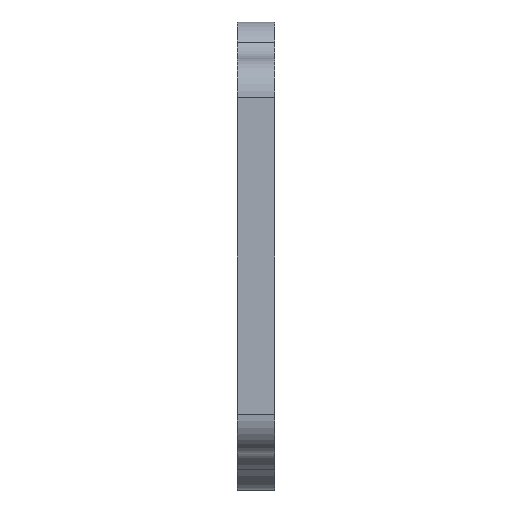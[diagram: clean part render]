
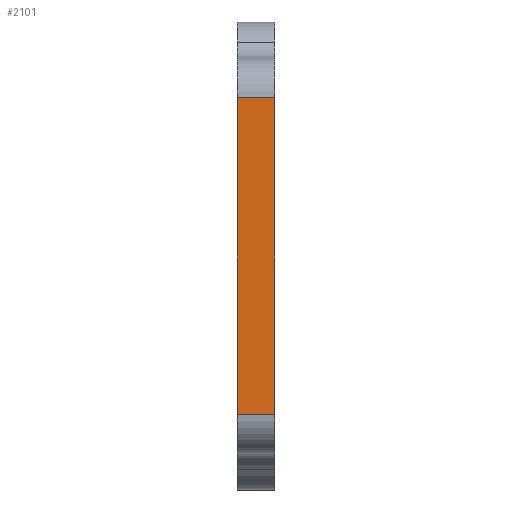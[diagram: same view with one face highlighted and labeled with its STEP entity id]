
A CAD part, left-side view. The second image highlights one B-rep face of the part: STEP entity #2101.
In plain terms, the highlighted planar face has unit normal (-1, 0, 0).
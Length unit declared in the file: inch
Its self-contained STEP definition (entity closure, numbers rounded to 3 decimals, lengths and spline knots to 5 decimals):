
#57 = ORIENTED_EDGE ( 'NONE', *, *, #2216, .F. ) ;
#113 = ORIENTED_EDGE ( 'NONE', *, *, #427, .T. ) ;
#221 = DIRECTION ( 'NONE',  ( 0., 0., 1. ) ) ;
#244 = PLANE ( 'NONE',  #1065 ) ;
#300 = CARTESIAN_POINT ( 'NONE',  ( -1.25, -0.15748, -1. ) ) ;
#328 = EDGE_CURVE ( 'NONE', #1114, #1043, #1722, .T. ) ;
#330 = DIRECTION ( 'NONE',  ( 0., 0., -1. ) ) ;
#389 = DIRECTION ( 'NONE',  ( 0., -1., 0. ) ) ;
#397 = CARTESIAN_POINT ( 'NONE',  ( -1.25, 3.67316, 1. ) ) ;
#424 = CARTESIAN_POINT ( 'NONE',  ( -1.25, 0.07874, -1. ) ) ;
#427 = EDGE_CURVE ( 'NONE', #1700, #1043, #564, .T. ) ;
#480 = CARTESIAN_POINT ( 'NONE',  ( -1.25, 0.07874, 1. ) ) ;
#564 = LINE ( 'NONE', #1964, #1126 ) ;
#619 = DIRECTION ( 'NONE',  ( -1., 0., 0. ) ) ;
#707 = VECTOR ( 'NONE', #330, 39.37008 ) ;
#711 = ORIENTED_EDGE ( 'NONE', *, *, #328, .F. ) ;
#921 = VECTOR ( 'NONE', #1004, 39.37008 ) ;
#956 = VERTEX_POINT ( 'NONE', #1659 ) ;
#967 = VECTOR ( 'NONE', #2076, 39.37008 ) ;
#1004 = DIRECTION ( 'NONE',  ( 0., 0., 1. ) ) ;
#1043 = VERTEX_POINT ( 'NONE', #300 ) ;
#1065 = AXIS2_PLACEMENT_3D ( 'NONE', #397, #619, #221 ) ;
#1114 = VERTEX_POINT ( 'NONE', #2108 ) ;
#1126 = VECTOR ( 'NONE', #389, 39.37008 ) ;
#1129 = ORIENTED_EDGE ( 'NONE', *, *, #1863, .F. ) ;
#1346 = CARTESIAN_POINT ( 'NONE',  ( -1.25, -0.15748, 1. ) ) ;
#1369 = CARTESIAN_POINT ( 'NONE',  ( -1.25, 3.67316, 1. ) ) ;
#1451 = EDGE_LOOP ( 'NONE', ( #57, #113, #711, #1129 ) ) ;
#1549 = LINE ( 'NONE', #1369, #967 ) ;
#1659 = CARTESIAN_POINT ( 'NONE',  ( -1.25, 0.07874, 1. ) ) ;
#1700 = VERTEX_POINT ( 'NONE', #424 ) ;
#1722 = LINE ( 'NONE', #1346, #707 ) ;
#1823 = FACE_OUTER_BOUND ( 'NONE', #1451, .T. ) ;
#1863 = EDGE_CURVE ( 'NONE', #956, #1114, #1549, .T. ) ;
#1964 = CARTESIAN_POINT ( 'NONE',  ( -1.25, 3.67316, -1. ) ) ;
#2052 = LINE ( 'NONE', #480, #921 ) ;
#2076 = DIRECTION ( 'NONE',  ( 0., -1., 0. ) ) ;
#2101 = ADVANCED_FACE ( 'NONE', ( #1823 ), #244, .T. ) ;
#2108 = CARTESIAN_POINT ( 'NONE',  ( -1.25, -0.15748, 1. ) ) ;
#2216 = EDGE_CURVE ( 'NONE', #1700, #956, #2052, .T. ) ;
